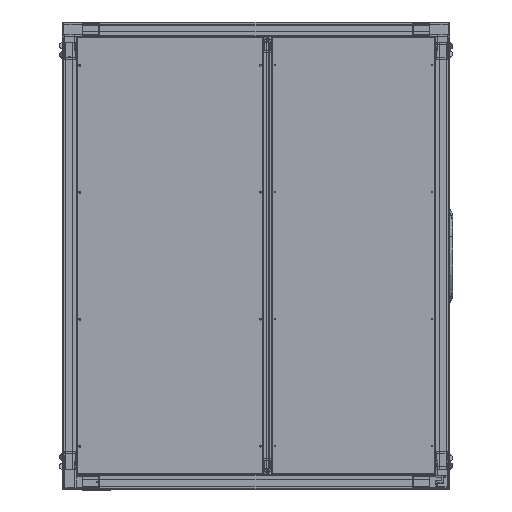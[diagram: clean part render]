
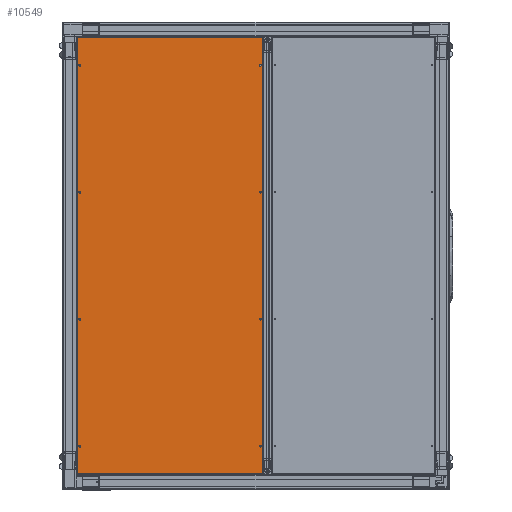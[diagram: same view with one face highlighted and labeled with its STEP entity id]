
A CAD part, top view. The second image highlights one B-rep face of the part: STEP entity #10549.
In plain terms, the highlighted planar face has unit normal (0, 0, 1).
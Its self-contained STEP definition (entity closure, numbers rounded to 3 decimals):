
#848 = CARTESIAN_POINT ( 'NONE',  ( -867.229, 642.411, 2442. ) ) ;
#2463 = EDGE_LOOP ( 'NONE', ( #199808 ) ) ;
#3291 = CARTESIAN_POINT ( 'NONE',  ( -870.729, -243.589, 2442. ) ) ;
#7827 = AXIS2_PLACEMENT_3D ( 'NONE', #225432, #223062, #95562 ) ;
#7996 = LINE ( 'NONE', #173966, #138929 ) ;
#10549 = ADVANCED_FACE ( 'NONE', ( #111268, #166563, #75202, #148518, #172483, #117169, #97942, #224238, #23365 ), #43775, .T. ) ;
#11041 = DIRECTION ( 'NONE',  ( -1., 0., 0. ) ) ;
#13010 = ORIENTED_EDGE ( 'NONE', *, *, #70545, .F. ) ;
#14509 = DIRECTION ( 'NONE',  ( -1., 0., 0. ) ) ;
#15441 = CIRCLE ( 'NONE', #22974, 3.5 ) ;
#17358 = ORIENTED_EDGE ( 'NONE', *, *, #73915, .F. ) ;
#17454 = DIRECTION ( 'NONE',  ( 1., 0., 0. ) ) ;
#21323 = DIRECTION ( 'NONE',  ( 0., 1., 0. ) ) ;
#21483 = AXIS2_PLACEMENT_3D ( 'NONE', #22026, #206005, #41220 ) ;
#21530 = VERTEX_POINT ( 'NONE', #58786 ) ;
#22026 = CARTESIAN_POINT ( 'NONE',  ( -240.729, 642.411, 2442. ) ) ;
#22523 = DIRECTION ( 'NONE',  ( 1., 0., 0. ) ) ;
#22974 = AXIS2_PLACEMENT_3D ( 'NONE', #236288, #143683, #177409 ) ;
#23365 = FACE_OUTER_BOUND ( 'NONE', #208197, .T. ) ;
#24951 = CIRCLE ( 'NONE', #182400, 3.5 ) ;
#25170 = CARTESIAN_POINT ( 'NONE',  ( -877.929, -783.789, 2442. ) ) ;
#31117 = ORIENTED_EDGE ( 'NONE', *, *, #89286, .F. ) ;
#32157 = EDGE_CURVE ( 'NONE', #231569, #231569, #146263, .T. ) ;
#32315 = EDGE_CURVE ( 'NONE', #82493, #82493, #107820, .T. ) ;
#32794 = DIRECTION ( 'NONE',  ( 0., -1., 0. ) ) ;
#34575 = ORIENTED_EDGE ( 'NONE', *, *, #179515, .T. ) ;
#36838 = VERTEX_POINT ( 'NONE', #25170 ) ;
#41220 = DIRECTION ( 'NONE',  ( -1., 0., 0. ) ) ;
#43775 = PLANE ( 'NONE',  #7827 ) ;
#45315 = CIRCLE ( 'NONE', #179780, 3.5 ) ;
#46272 = ORIENTED_EDGE ( 'NONE', *, *, #185119, .T. ) ;
#50887 = EDGE_LOOP ( 'NONE', ( #17358 ) ) ;
#51227 = ORIENTED_EDGE ( 'NONE', *, *, #95302, .F. ) ;
#55371 = CARTESIAN_POINT ( 'NONE',  ( -870.729, 642.411, 2442. ) ) ;
#56531 = EDGE_LOOP ( 'NONE', ( #51227 ) ) ;
#57653 = VECTOR ( 'NONE', #11041, 1000. ) ;
#58786 = CARTESIAN_POINT ( 'NONE',  ( -244.229, 199.411, 2442. ) ) ;
#66382 = VECTOR ( 'NONE', #21323, 1000. ) ;
#68661 = ORIENTED_EDGE ( 'NONE', *, *, #218400, .F. ) ;
#68840 = CIRCLE ( 'NONE', #123106, 3.5 ) ;
#70545 = EDGE_CURVE ( 'NONE', #203133, #203133, #82998, .T. ) ;
#72235 = CARTESIAN_POINT ( 'NONE',  ( -240.729, 199.411, 2442. ) ) ;
#73915 = EDGE_CURVE ( 'NONE', #21530, #21530, #45315, .T. ) ;
#75202 = FACE_BOUND ( 'NONE', #210315, .T. ) ;
#75903 = CARTESIAN_POINT ( 'NONE',  ( -233.529, 739.611, 2442. ) ) ;
#82366 = DIRECTION ( 'NONE',  ( 0., 0., 1. ) ) ;
#82493 = VERTEX_POINT ( 'NONE', #155814 ) ;
#82998 = CIRCLE ( 'NONE', #21483, 3.5 ) ;
#88598 = AXIS2_PLACEMENT_3D ( 'NONE', #3291, #225772, #22523 ) ;
#88711 = AXIS2_PLACEMENT_3D ( 'NONE', #108882, #182220, #17454 ) ;
#89286 = EDGE_CURVE ( 'NONE', #122420, #122420, #192365, .T. ) ;
#91376 = CARTESIAN_POINT ( 'NONE',  ( -244.229, 642.411, 2442. ) ) ;
#94665 = CARTESIAN_POINT ( 'NONE',  ( -867.229, -686.589, 2442. ) ) ;
#95302 = EDGE_CURVE ( 'NONE', #110325, #110325, #24951, .T. ) ;
#95562 = DIRECTION ( 'NONE',  ( 1., 0., 0. ) ) ;
#97575 = VERTEX_POINT ( 'NONE', #162840 ) ;
#97942 = FACE_BOUND ( 'NONE', #113712, .T. ) ;
#97999 = CARTESIAN_POINT ( 'NONE',  ( -233.529, -783.789, 2442. ) ) ;
#101708 = CARTESIAN_POINT ( 'NONE',  ( -867.229, -243.589, 2442. ) ) ;
#106051 = CARTESIAN_POINT ( 'NONE',  ( -232.436, 739.611, 2442. ) ) ;
#107820 = CIRCLE ( 'NONE', #123269, 3.5 ) ;
#107854 = CARTESIAN_POINT ( 'NONE',  ( -870.729, -686.589, 2442. ) ) ;
#108882 = CARTESIAN_POINT ( 'NONE',  ( -870.729, 199.411, 2442. ) ) ;
#110085 = EDGE_LOOP ( 'NONE', ( #182475 ) ) ;
#110325 = VERTEX_POINT ( 'NONE', #848 ) ;
#111268 = FACE_BOUND ( 'NONE', #164731, .T. ) ;
#111572 = LINE ( 'NONE', #206472, #66382 ) ;
#113712 = EDGE_LOOP ( 'NONE', ( #68661 ) ) ;
#113954 = ORIENTED_EDGE ( 'NONE', *, *, #32315, .F. ) ;
#114775 = VERTEX_POINT ( 'NONE', #75903 ) ;
#117169 = FACE_BOUND ( 'NONE', #56531, .T. ) ;
#122420 = VERTEX_POINT ( 'NONE', #159681 ) ;
#123089 = EDGE_CURVE ( 'NONE', #36838, #209748, #7996, .T. ) ;
#123106 = AXIS2_PLACEMENT_3D ( 'NONE', #107854, #183543, #163136 ) ;
#123269 = AXIS2_PLACEMENT_3D ( 'NONE', #176093, #82366, #192949 ) ;
#128755 = DIRECTION ( 'NONE',  ( 0., 0., 1. ) ) ;
#131480 = VECTOR ( 'NONE', #32794, 1000. ) ;
#138929 = VECTOR ( 'NONE', #210044, 1000. ) ;
#143683 = DIRECTION ( 'NONE',  ( 0., 0., 1. ) ) ;
#146263 = CIRCLE ( 'NONE', #88598, 3.5 ) ;
#147010 = LINE ( 'NONE', #220387, #131480 ) ;
#148518 = FACE_BOUND ( 'NONE', #2463, .T. ) ;
#155814 = CARTESIAN_POINT ( 'NONE',  ( -244.229, -686.589, 2442. ) ) ;
#159681 = CARTESIAN_POINT ( 'NONE',  ( -867.229, 199.411, 2442. ) ) ;
#162840 = CARTESIAN_POINT ( 'NONE',  ( -877.929, 739.611, 2442. ) ) ;
#163136 = DIRECTION ( 'NONE',  ( 1., 0., 0. ) ) ;
#164731 = EDGE_LOOP ( 'NONE', ( #13010 ) ) ;
#166563 = FACE_BOUND ( 'NONE', #190519, .T. ) ;
#172483 = FACE_BOUND ( 'NONE', #110085, .T. ) ;
#173966 = CARTESIAN_POINT ( 'NONE',  ( -879.022, -783.789, 2442. ) ) ;
#176093 = CARTESIAN_POINT ( 'NONE',  ( -240.729, -686.589, 2442. ) ) ;
#177409 = DIRECTION ( 'NONE',  ( -1., 0., 0. ) ) ;
#179515 = EDGE_CURVE ( 'NONE', #114775, #97575, #232344, .T. ) ;
#179780 = AXIS2_PLACEMENT_3D ( 'NONE', #72235, #235816, #14509 ) ;
#180389 = EDGE_CURVE ( 'NONE', #202886, #202886, #68840, .T. ) ;
#182220 = DIRECTION ( 'NONE',  ( 0., 0., 1. ) ) ;
#182400 = AXIS2_PLACEMENT_3D ( 'NONE', #55371, #128755, #202099 ) ;
#182475 = ORIENTED_EDGE ( 'NONE', *, *, #32157, .F. ) ;
#183543 = DIRECTION ( 'NONE',  ( 0., 0., 1. ) ) ;
#185119 = EDGE_CURVE ( 'NONE', #97575, #36838, #147010, .T. ) ;
#190519 = EDGE_LOOP ( 'NONE', ( #113954 ) ) ;
#192365 = CIRCLE ( 'NONE', #88711, 3.5 ) ;
#192949 = DIRECTION ( 'NONE',  ( -1., 0., 0. ) ) ;
#193256 = EDGE_CURVE ( 'NONE', #209748, #114775, #111572, .T. ) ;
#198436 = CARTESIAN_POINT ( 'NONE',  ( -244.229, -243.589, 2442. ) ) ;
#199606 = VERTEX_POINT ( 'NONE', #198436 ) ;
#199808 = ORIENTED_EDGE ( 'NONE', *, *, #180389, .F. ) ;
#202099 = DIRECTION ( 'NONE',  ( 1., 0., 0. ) ) ;
#202886 = VERTEX_POINT ( 'NONE', #94665 ) ;
#203133 = VERTEX_POINT ( 'NONE', #91376 ) ;
#206005 = DIRECTION ( 'NONE',  ( 0., 0., 1. ) ) ;
#206368 = ORIENTED_EDGE ( 'NONE', *, *, #123089, .T. ) ;
#206472 = CARTESIAN_POINT ( 'NONE',  ( -233.529, -784.882, 2442. ) ) ;
#208197 = EDGE_LOOP ( 'NONE', ( #206368, #213015, #34575, #46272 ) ) ;
#209748 = VERTEX_POINT ( 'NONE', #97999 ) ;
#210044 = DIRECTION ( 'NONE',  ( 1., 0., 0. ) ) ;
#210315 = EDGE_LOOP ( 'NONE', ( #31117 ) ) ;
#213015 = ORIENTED_EDGE ( 'NONE', *, *, #193256, .T. ) ;
#218400 = EDGE_CURVE ( 'NONE', #199606, #199606, #15441, .T. ) ;
#220387 = CARTESIAN_POINT ( 'NONE',  ( -877.929, 740.704, 2442. ) ) ;
#223062 = DIRECTION ( 'NONE',  ( 0., 0., 1. ) ) ;
#224238 = FACE_BOUND ( 'NONE', #50887, .T. ) ;
#225432 = CARTESIAN_POINT ( 'NONE',  ( -880.729, -786.589, 2442. ) ) ;
#225772 = DIRECTION ( 'NONE',  ( 0., 0., 1. ) ) ;
#231569 = VERTEX_POINT ( 'NONE', #101708 ) ;
#232344 = LINE ( 'NONE', #106051, #57653 ) ;
#235816 = DIRECTION ( 'NONE',  ( 0., 0., 1. ) ) ;
#236288 = CARTESIAN_POINT ( 'NONE',  ( -240.729, -243.589, 2442. ) ) ;
